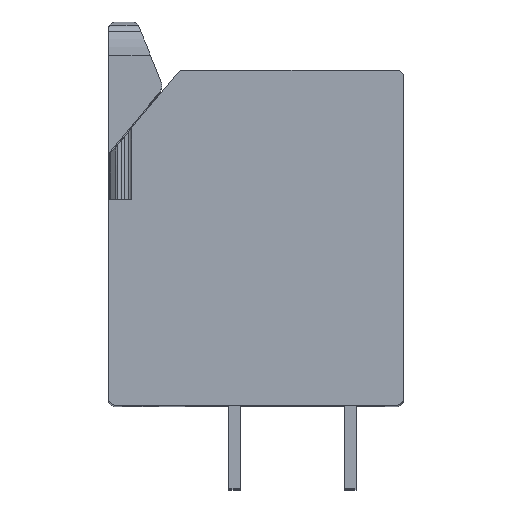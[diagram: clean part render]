
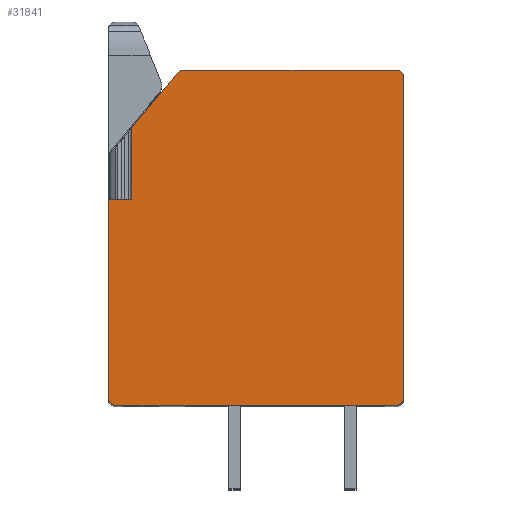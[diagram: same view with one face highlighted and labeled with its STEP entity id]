
A CAD part, top view. The second image highlights one B-rep face of the part: STEP entity #31841.
In plain terms, the highlighted planar face has unit normal (0, 0, 1).
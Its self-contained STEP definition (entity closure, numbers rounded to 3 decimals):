
#960=CIRCLE('',#33401,0.3);
#961=CIRCLE('',#33404,0.3);
#962=CIRCLE('',#33407,0.3);
#963=CIRCLE('',#33409,0.3);
#2708=ORIENTED_EDGE('',*,*,#9711,.F.);
#2709=ORIENTED_EDGE('',*,*,#9712,.T.);
#2710=ORIENTED_EDGE('',*,*,#9713,.T.);
#2711=ORIENTED_EDGE('',*,*,#9250,.T.);
#2712=ORIENTED_EDGE('',*,*,#9714,.F.);
#2713=ORIENTED_EDGE('',*,*,#9309,.T.);
#2714=ORIENTED_EDGE('',*,*,#8985,.T.);
#2715=ORIENTED_EDGE('',*,*,#9546,.T.);
#2716=ORIENTED_EDGE('',*,*,#9626,.T.);
#2717=ORIENTED_EDGE('',*,*,#9628,.T.);
#2718=ORIENTED_EDGE('',*,*,#9708,.T.);
#2719=ORIENTED_EDGE('',*,*,#9709,.T.);
#2720=ORIENTED_EDGE('',*,*,#8777,.T.);
#2721=ORIENTED_EDGE('',*,*,#9710,.T.);
#2722=ORIENTED_EDGE('',*,*,#9257,.T.);
#8777=EDGE_CURVE('',#12314,#12313,#14625,.T.);
#8985=EDGE_CURVE('',#12499,#12498,#14781,.T.);
#9250=EDGE_CURVE('',#12764,#12763,#14951,.T.);
#9257=EDGE_CURVE('',#12771,#12770,#14955,.T.);
#9309=EDGE_CURVE('',#12820,#12499,#14986,.T.);
#9546=EDGE_CURVE('',#12498,#13009,#960,.T.);
#9626=EDGE_CURVE('',#13009,#13086,#15216,.T.);
#9628=EDGE_CURVE('',#13086,#13087,#961,.T.);
#9708=EDGE_CURVE('',#13087,#13164,#15297,.T.);
#9709=EDGE_CURVE('',#13164,#12314,#962,.T.);
#9710=EDGE_CURVE('',#12313,#12771,#963,.T.);
#9711=EDGE_CURVE('',#13165,#12770,#15298,.T.);
#9712=EDGE_CURVE('',#13165,#13166,#15299,.T.);
#9713=EDGE_CURVE('',#13166,#12764,#15300,.T.);
#9714=EDGE_CURVE('',#12820,#12763,#15301,.T.);
#12313=VERTEX_POINT('',#42441);
#12314=VERTEX_POINT('',#42443);
#12498=VERTEX_POINT('',#42856);
#12499=VERTEX_POINT('',#42858);
#12763=VERTEX_POINT('',#43387);
#12764=VERTEX_POINT('',#43389);
#12770=VERTEX_POINT('',#43401);
#12771=VERTEX_POINT('',#43403);
#12820=VERTEX_POINT('',#43508);
#13009=VERTEX_POINT('',#43978);
#13086=VERTEX_POINT('',#44136);
#13087=VERTEX_POINT('',#44140);
#13164=VERTEX_POINT('',#44298);
#13165=VERTEX_POINT('',#44306);
#13166=VERTEX_POINT('',#44308);
#14625=LINE('',#42442,#17107);
#14781=LINE('',#42857,#17263);
#14951=LINE('',#43388,#17433);
#14955=LINE('',#43402,#17437);
#14986=LINE('',#43507,#17468);
#15216=LINE('',#44137,#17698);
#15297=LINE('',#44299,#17779);
#15298=LINE('',#44305,#17780);
#15299=LINE('',#44307,#17781);
#15300=LINE('',#44309,#17782);
#15301=LINE('',#44310,#17783);
#17107=VECTOR('',#35428,1000.);
#17263=VECTOR('',#35732,1000.);
#17433=VECTOR('',#36094,1000.);
#17437=VECTOR('',#36104,1000.);
#17468=VECTOR('',#36185,1000.);
#17698=VECTOR('',#36681,1000.);
#17779=VECTOR('',#36768,1000.);
#17780=VECTOR('',#36779,1000.);
#17781=VECTOR('',#36780,1000.);
#17782=VECTOR('',#36781,1000.);
#17783=VECTOR('',#36782,1000.);
#19648=EDGE_LOOP('',(#2708,#2709,#2710,#2711,#2712,#2713,#2714,#2715,#2716,
#2717,#2718,#2719,#2720,#2721,#2722));
#20983=FACE_BOUND('',#19648,.T.);
#22269=PLANE('',#33410);
#31841=ADVANCED_FACE('',(#20983),#22269,.T.);
#33401=AXIS2_PLACEMENT_3D('',#43979,#36598,#36599);
#33404=AXIS2_PLACEMENT_3D('',#44141,#36685,#36686);
#33407=AXIS2_PLACEMENT_3D('',#44301,#36771,#36772);
#33409=AXIS2_PLACEMENT_3D('',#44303,#36775,#36776);
#33410=AXIS2_PLACEMENT_3D('',#44304,#36777,#36778);
#35428=DIRECTION('',(-1.,0.,0.));
#35732=DIRECTION('',(0.,-1.,0.));
#36094=DIRECTION('',(-0.643,-0.766,0.));
#36104=DIRECTION('',(-0.643,-0.766,0.));
#36185=DIRECTION('',(-1.,0.,0.));
#36598=DIRECTION('',(0.,0.,1.));
#36599=DIRECTION('',(1.,0.,0.));
#36681=DIRECTION('',(1.,0.,0.));
#36685=DIRECTION('',(0.,0.,1.));
#36686=DIRECTION('',(1.,0.,0.));
#36768=DIRECTION('',(0.,1.,0.));
#36771=DIRECTION('',(0.,0.,1.));
#36772=DIRECTION('',(1.,0.,0.));
#36775=DIRECTION('',(0.,0.,1.));
#36776=DIRECTION('',(1.,0.,0.));
#36777=DIRECTION('',(0.,0.,1.));
#36778=DIRECTION('',(1.,0.,0.));
#36779=DIRECTION('',(0.,1.,0.));
#36780=DIRECTION('',(-1.,0.,0.));
#36781=DIRECTION('',(0.,1.,0.));
#36782=DIRECTION('',(0.,1.,0.));
#42441=CARTESIAN_POINT('',(-7.21,14.5,35.));
#42442=CARTESIAN_POINT('',(2.,14.5,35.));
#42443=CARTESIAN_POINT('',(2.,14.5,35.));
#42856=CARTESIAN_POINT('',(-10.45,0.3,35.));
#42857=CARTESIAN_POINT('',(-10.45,10.806,35.));
#42858=CARTESIAN_POINT('',(-10.45,8.9,35.));
#43387=CARTESIAN_POINT('',(-10.046,11.287,35.));
#43388=CARTESIAN_POINT('',(-7.44,14.393,35.));
#43389=CARTESIAN_POINT('',(-10.043,11.291,35.));
#43401=CARTESIAN_POINT('',(-9.45,11.997,35.));
#43402=CARTESIAN_POINT('',(-7.44,14.393,35.));
#43403=CARTESIAN_POINT('',(-7.44,14.393,35.));
#43507=CARTESIAN_POINT('',(-10.15,8.9,35.));
#43508=CARTESIAN_POINT('',(-10.046,8.9,35.));
#43978=CARTESIAN_POINT('',(-10.15,0.,35.));
#43979=CARTESIAN_POINT('',(-10.15,0.3,35.));
#44136=CARTESIAN_POINT('',(2.,0.,35.));
#44137=CARTESIAN_POINT('',(-10.15,0.,35.));
#44140=CARTESIAN_POINT('',(2.3,0.3,35.));
#44141=CARTESIAN_POINT('',(2.,0.3,35.));
#44298=CARTESIAN_POINT('',(2.3,14.2,35.));
#44299=CARTESIAN_POINT('',(2.3,0.3,35.));
#44301=CARTESIAN_POINT('',(2.,14.2,35.));
#44303=CARTESIAN_POINT('',(-7.21,14.2,35.));
#44304=CARTESIAN_POINT('',(-10.15,0.3,35.));
#44305=CARTESIAN_POINT('',(-9.45,0.3,35.));
#44306=CARTESIAN_POINT('',(-9.45,8.9,35.));
#44307=CARTESIAN_POINT('',(-10.15,8.9,35.));
#44308=CARTESIAN_POINT('',(-10.043,8.9,35.));
#44309=CARTESIAN_POINT('',(-10.043,8.9,35.));
#44310=CARTESIAN_POINT('',(-10.046,8.9,35.));
